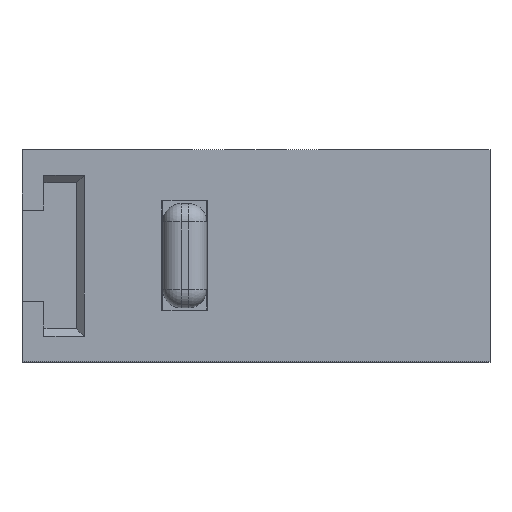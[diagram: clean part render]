
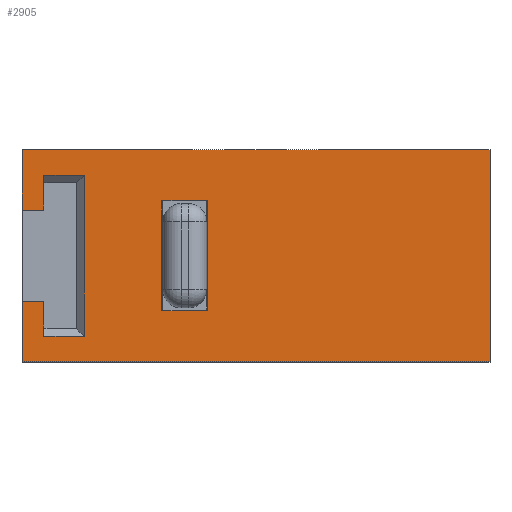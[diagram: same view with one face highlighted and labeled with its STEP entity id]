
A CAD part, top view. The second image highlights one B-rep face of the part: STEP entity #2905.
In plain terms, the highlighted planar face has unit normal (0, 0, 1).
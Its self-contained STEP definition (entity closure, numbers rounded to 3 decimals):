
#583=ORIENTED_EDGE('',*,*,#1163,.T.);
#584=ORIENTED_EDGE('',*,*,#1164,.T.);
#585=ORIENTED_EDGE('',*,*,#1165,.T.);
#586=ORIENTED_EDGE('',*,*,#1166,.T.);
#587=ORIENTED_EDGE('',*,*,#1167,.T.);
#588=ORIENTED_EDGE('',*,*,#1168,.T.);
#589=ORIENTED_EDGE('',*,*,#1169,.T.);
#590=ORIENTED_EDGE('',*,*,#1170,.T.);
#591=ORIENTED_EDGE('',*,*,#1171,.T.);
#592=ORIENTED_EDGE('',*,*,#1172,.T.);
#593=ORIENTED_EDGE('',*,*,#1173,.T.);
#594=ORIENTED_EDGE('',*,*,#1174,.T.);
#595=ORIENTED_EDGE('',*,*,#1175,.T.);
#596=ORIENTED_EDGE('',*,*,#1176,.T.);
#597=ORIENTED_EDGE('',*,*,#1177,.T.);
#598=ORIENTED_EDGE('',*,*,#1178,.T.);
#1163=EDGE_CURVE('',#1489,#1490,#1809,.T.);
#1164=EDGE_CURVE('',#1490,#1491,#1810,.T.);
#1165=EDGE_CURVE('',#1491,#1492,#1811,.T.);
#1166=EDGE_CURVE('',#1492,#1493,#1812,.T.);
#1167=EDGE_CURVE('',#1493,#1494,#1813,.T.);
#1168=EDGE_CURVE('',#1494,#1495,#1814,.T.);
#1169=EDGE_CURVE('',#1495,#1496,#1815,.T.);
#1170=EDGE_CURVE('',#1496,#1497,#1816,.T.);
#1171=EDGE_CURVE('',#1497,#1498,#1817,.T.);
#1172=EDGE_CURVE('',#1498,#1499,#1818,.T.);
#1173=EDGE_CURVE('',#1499,#1500,#1819,.T.);
#1174=EDGE_CURVE('',#1500,#1489,#1820,.T.);
#1175=EDGE_CURVE('',#1501,#1502,#1821,.T.);
#1176=EDGE_CURVE('',#1502,#1503,#1822,.T.);
#1177=EDGE_CURVE('',#1503,#1504,#1823,.T.);
#1178=EDGE_CURVE('',#1504,#1501,#1824,.T.);
#1489=VERTEX_POINT('',#4461);
#1490=VERTEX_POINT('',#4462);
#1491=VERTEX_POINT('',#4464);
#1492=VERTEX_POINT('',#4466);
#1493=VERTEX_POINT('',#4468);
#1494=VERTEX_POINT('',#4470);
#1495=VERTEX_POINT('',#4472);
#1496=VERTEX_POINT('',#4474);
#1497=VERTEX_POINT('',#4476);
#1498=VERTEX_POINT('',#4478);
#1499=VERTEX_POINT('',#4480);
#1500=VERTEX_POINT('',#4482);
#1501=VERTEX_POINT('',#4485);
#1502=VERTEX_POINT('',#4486);
#1503=VERTEX_POINT('',#4488);
#1504=VERTEX_POINT('',#4490);
#1809=LINE('',#4460,#2187);
#1810=LINE('',#4463,#2188);
#1811=LINE('',#4465,#2189);
#1812=LINE('',#4467,#2190);
#1813=LINE('',#4469,#2191);
#1814=LINE('',#4471,#2192);
#1815=LINE('',#4473,#2193);
#1816=LINE('',#4475,#2194);
#1817=LINE('',#4477,#2195);
#1818=LINE('',#4479,#2196);
#1819=LINE('',#4481,#2197);
#1820=LINE('',#4483,#2198);
#1821=LINE('',#4484,#2199);
#1822=LINE('',#4487,#2200);
#1823=LINE('',#4489,#2201);
#1824=LINE('',#4491,#2202);
#2187=VECTOR('',#3673,1000.);
#2188=VECTOR('',#3674,1000.);
#2189=VECTOR('',#3675,1000.);
#2190=VECTOR('',#3676,1000.);
#2191=VECTOR('',#3677,1000.);
#2192=VECTOR('',#3678,1000.);
#2193=VECTOR('',#3679,1000.);
#2194=VECTOR('',#3680,1000.);
#2195=VECTOR('',#3681,1000.);
#2196=VECTOR('',#3682,1000.);
#2197=VECTOR('',#3683,1000.);
#2198=VECTOR('',#3684,1000.);
#2199=VECTOR('',#3685,1000.);
#2200=VECTOR('',#3686,1000.);
#2201=VECTOR('',#3687,1000.);
#2202=VECTOR('',#3688,1000.);
#2449=EDGE_LOOP('',(#583,#584,#585,#586,#587,#588,#589,#590,#591,#592,#593,
#594));
#2450=EDGE_LOOP('',(#595,#596,#597,#598));
#2615=FACE_BOUND('',#2449,.T.);
#2616=FACE_BOUND('',#2450,.T.);
#2755=PLANE('',#3141);
#2905=ADVANCED_FACE('',(#2615,#2616),#2755,.T.);
#3141=AXIS2_PLACEMENT_3D('',#4459,#3671,#3672);
#3671=DIRECTION('',(0.,0.,1.));
#3672=DIRECTION('',(1.,0.,0.));
#3673=DIRECTION('',(-1.,0.,0.));
#3674=DIRECTION('',(0.,1.,0.));
#3675=DIRECTION('',(-1.,0.,0.));
#3676=DIRECTION('',(0.,-1.,0.));
#3677=DIRECTION('',(1.,0.,0.));
#3678=DIRECTION('',(0.,1.,0.));
#3679=DIRECTION('',(-1.,0.,0.));
#3680=DIRECTION('',(0.,-1.,0.));
#3681=DIRECTION('',(1.,0.,0.));
#3682=DIRECTION('',(0.,1.,0.));
#3683=DIRECTION('',(1.,0.,0.));
#3684=DIRECTION('',(0.,-1.,0.));
#3685=DIRECTION('',(0.,1.,0.));
#3686=DIRECTION('',(1.,0.,0.));
#3687=DIRECTION('',(0.,-1.,0.));
#3688=DIRECTION('',(-1.,0.,0.));
#4459=CARTESIAN_POINT('',(0.,0.,3.6));
#4460=CARTESIAN_POINT('',(0.,-2.2,3.6));
#4461=CARTESIAN_POINT('',(-4.7,-2.2,3.6));
#4462=CARTESIAN_POINT('',(-5.8,-2.2,3.6));
#4463=CARTESIAN_POINT('',(-5.8,-2.,3.6));
#4464=CARTESIAN_POINT('',(-5.8,-1.25,3.6));
#4465=CARTESIAN_POINT('',(-5.8,-1.25,3.6));
#4466=CARTESIAN_POINT('',(-6.4,-1.25,3.6));
#4467=CARTESIAN_POINT('',(-6.4,2.9,3.6));
#4468=CARTESIAN_POINT('',(-6.4,-2.9,3.6));
#4469=CARTESIAN_POINT('',(-6.4,-2.9,3.6));
#4470=CARTESIAN_POINT('',(6.4,-2.9,3.6));
#4471=CARTESIAN_POINT('',(6.4,-2.9,3.6));
#4472=CARTESIAN_POINT('',(6.4,2.9,3.6));
#4473=CARTESIAN_POINT('',(6.4,2.9,3.6));
#4474=CARTESIAN_POINT('',(-6.4,2.9,3.6));
#4475=CARTESIAN_POINT('',(-6.4,2.9,3.6));
#4476=CARTESIAN_POINT('',(-6.4,1.25,3.6));
#4477=CARTESIAN_POINT('',(-6.4,1.25,3.6));
#4478=CARTESIAN_POINT('',(-5.8,1.25,3.6));
#4479=CARTESIAN_POINT('',(-5.8,1.25,3.6));
#4480=CARTESIAN_POINT('',(-5.8,2.2,3.6));
#4481=CARTESIAN_POINT('',(0.,2.2,3.6));
#4482=CARTESIAN_POINT('',(-4.7,2.2,3.6));
#4483=CARTESIAN_POINT('',(-4.7,0.,3.6));
#4484=CARTESIAN_POINT('',(-2.575,-1.5,3.6));
#4485=CARTESIAN_POINT('',(-2.575,-1.5,3.6));
#4486=CARTESIAN_POINT('',(-2.575,1.5,3.6));
#4487=CARTESIAN_POINT('',(-2.575,1.5,3.6));
#4488=CARTESIAN_POINT('',(-1.325,1.5,3.6));
#4489=CARTESIAN_POINT('',(-1.325,1.5,3.6));
#4490=CARTESIAN_POINT('',(-1.325,-1.5,3.6));
#4491=CARTESIAN_POINT('',(-1.325,-1.5,3.6));
